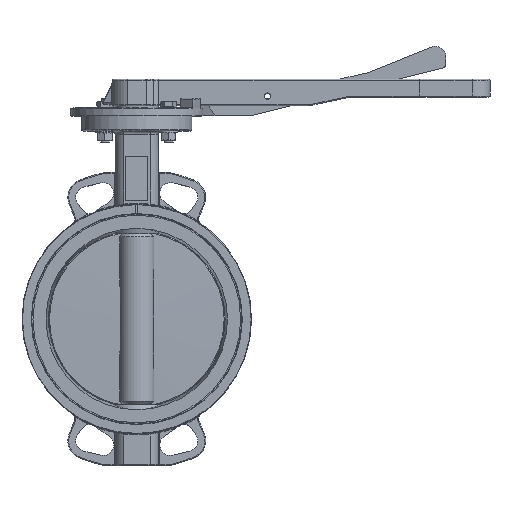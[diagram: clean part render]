
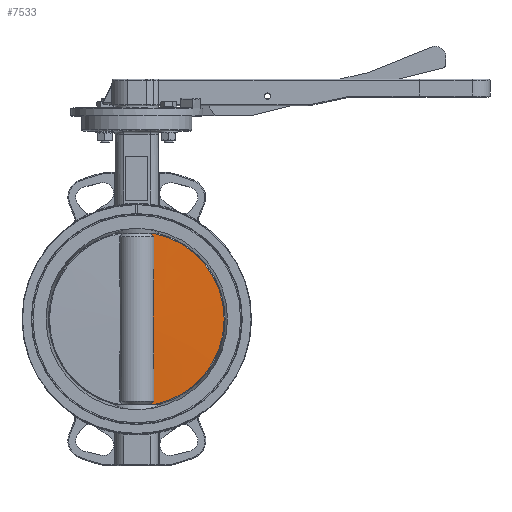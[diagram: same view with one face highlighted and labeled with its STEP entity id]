
A CAD part, top view. The second image highlights one B-rep face of the part: STEP entity #7533.
In plain terms, the highlighted conical face has half-angle 88.82 degrees and reference radius 48548.9 mm.
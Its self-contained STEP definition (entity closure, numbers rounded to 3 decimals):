
#1507 = VERTEX_POINT ( 'NONE', #14207 ) ;
#1704 = CARTESIAN_POINT ( 'NONE',  ( 15.456, -96.85, 5.017 ) ) ;
#1764 = CARTESIAN_POINT ( 'NONE',  ( 20.032, -96.85, 5. ) ) ;
#1851 = CARTESIAN_POINT ( 'NONE',  ( 15.456, -96.85, 5.017 ) ) ;
#1852 = CARTESIAN_POINT ( 'NONE',  ( 16.981, -96.85, 5.012 ) ) ;
#1853 = CARTESIAN_POINT ( 'NONE',  ( 18.507, -96.85, 5.006 ) ) ;
#1854 = CARTESIAN_POINT ( 'NONE',  ( 20.032, -96.85, 5. ) ) ;
#1855 = B_SPLINE_CURVE_WITH_KNOTS ( 'NONE', 3,
 ( #1854, #1853, #1852, #1851 ),
 .UNSPECIFIED., .F., .F.,
 ( 4, 4 ),
 ( 0.022, 0.027 ),
 .UNSPECIFIED. ) ;
#4866 = EDGE_CURVE ( 'NONE', #5429, #1507, #15593, .T. ) ;
#5429 = VERTEX_POINT ( 'NONE', #15706 ) ;
#7322 = EDGE_CURVE ( 'NONE', #7370, #7365, #16245, .T. ) ;
#7363 = EDGE_CURVE ( 'NONE', #1507, #16976, #16356, .T. ) ;
#7365 = VERTEX_POINT ( 'NONE', #16360 ) ;
#7370 = VERTEX_POINT ( 'NONE', #16340 ) ;
#7510 = ORIENTED_EDGE ( 'NONE', *, *, #7546, .T. ) ;
#7526 = EDGE_CURVE ( 'NONE', #7365, #16736, #16501, .T. ) ;
#7531 = ORIENTED_EDGE ( 'NONE', *, *, #7363, .F. ) ;
#7533 = ADVANCED_FACE ( 'NONE', ( #16772 ), #16778, .T. ) ;
#7546 = EDGE_CURVE ( 'NONE', #5429, #7370, #16850, .T. ) ;
#7551 = EDGE_LOOP ( 'NONE', ( #7598, #7510, #7594, #7617, #7576, #7531 ) ) ;
#7576 = ORIENTED_EDGE ( 'NONE', *, *, #17040, .F. ) ;
#7594 = ORIENTED_EDGE ( 'NONE', *, *, #7322, .T. ) ;
#7598 = ORIENTED_EDGE ( 'NONE', *, *, #4866, .F. ) ;
#7617 = ORIENTED_EDGE ( 'NONE', *, *, #7526, .T. ) ;
#14207 = CARTESIAN_POINT ( 'NONE',  ( 20.032, 96.85, 5. ) ) ;
#15586 = CARTESIAN_POINT ( 'NONE',  ( 20.032, 96.85, 5. ) ) ;
#15587 = CARTESIAN_POINT ( 'NONE',  ( 18.507, 96.85, 5.006 ) ) ;
#15588 = CARTESIAN_POINT ( 'NONE',  ( 16.981, 96.85, 5.012 ) ) ;
#15589 = CARTESIAN_POINT ( 'NONE',  ( 15.456, 96.85, 5.017 ) ) ;
#15593 = B_SPLINE_CURVE_WITH_KNOTS ( 'NONE', 3,
 ( #15589, #15588, #15587, #15586 ),
 .UNSPECIFIED., .F., .F.,
 ( 4, 4 ),
 ( 0.025, 0.03 ),
 .UNSPECIFIED. ) ;
#15706 = CARTESIAN_POINT ( 'NONE',  ( 15.456, 96.85, 5.017 ) ) ;
#16229 = CARTESIAN_POINT ( 'NONE',  ( 19.344, -93.1, 5.079 ) ) ;
#16230 = CARTESIAN_POINT ( 'NONE',  ( 19.262, -77.584, 5.392 ) ) ;
#16231 = CARTESIAN_POINT ( 'NONE',  ( 19.172, -62.069, 5.704 ) ) ;
#16232 = CARTESIAN_POINT ( 'NONE',  ( 19.032, -38.795, 6.149 ) ) ;
#16233 = CARTESIAN_POINT ( 'NONE',  ( 18.984, -31.037, 6.294 ) ) ;
#16234 = CARTESIAN_POINT ( 'NONE',  ( 18.9, -15.521, 6.543 ) ) ;
#16235 = CARTESIAN_POINT ( 'NONE',  ( 18.863, -7.762, 6.649 ) ) ;
#16236 = CARTESIAN_POINT ( 'NONE',  ( 18.863, 7.76, 6.649 ) ) ;
#16237 = CARTESIAN_POINT ( 'NONE',  ( 18.9, 15.518, 6.543 ) ) ;
#16238 = CARTESIAN_POINT ( 'NONE',  ( 18.984, 31.035, 6.294 ) ) ;
#16239 = CARTESIAN_POINT ( 'NONE',  ( 19.032, 38.794, 6.149 ) ) ;
#16240 = CARTESIAN_POINT ( 'NONE',  ( 19.172, 62.068, 5.704 ) ) ;
#16241 = CARTESIAN_POINT ( 'NONE',  ( 19.262, 77.584, 5.392 ) ) ;
#16243 = CARTESIAN_POINT ( 'NONE',  ( 19.344, 93.1, 5.079 ) ) ;
#16245 = B_SPLINE_CURVE_WITH_KNOTS ( 'NONE', 3,
 ( #16243, #16241, #16240, #16239, #16238, #16237, #16236, #16235, #16234, #16233, #16232, #16231, #16230, #16229 ),
 .UNSPECIFIED., .F., .F.,
 ( 4, 2, 2, 2, 2, 2, 4 ),
 ( 0.014, 0.061, 0.084, 0.107, 0.13, 0.154, 0.2 ),
 .UNSPECIFIED. ) ;
#16284 = AXIS2_PLACEMENT_3D ( 'NONE', #16355, #16354, #16353 ) ;
#16340 = CARTESIAN_POINT ( 'NONE',  ( 19.344, 93.1, 5.079 ) ) ;
#16353 = DIRECTION ( 'NONE',  ( -1., 0., 0. ) ) ;
#16354 = DIRECTION ( 'NONE',  ( 0., 0., -1. ) ) ;
#16355 = CARTESIAN_POINT ( 'NONE',  ( 0., 0., 5. ) ) ;
#16356 = CIRCLE ( 'NONE', #16284, 98.9 ) ;
#16360 = CARTESIAN_POINT ( 'NONE',  ( 19.344, -93.1, 5.079 ) ) ;
#16501 = B_SPLINE_CURVE_WITH_KNOTS ( 'NONE', 3,
 ( #16784, #16783, #16782, #16781 ),
 .UNSPECIFIED., .F., .F.,
 ( 4, 4 ),
 ( 0., 0.005 ),
 .UNSPECIFIED. ) ;
#16736 = VERTEX_POINT ( 'NONE', #1704 ) ;
#16763 = DIRECTION ( 'NONE',  ( -1., 0., 0. ) ) ;
#16764 = DIRECTION ( 'NONE',  ( 0., 0., -1. ) ) ;
#16772 = FACE_OUTER_BOUND ( 'NONE', #7551, .T. ) ;
#16775 = CARTESIAN_POINT ( 'NONE',  ( 0., 0., -992.963 ) ) ;
#16778 = CONICAL_SURFACE ( 'NONE', #16779, 48548.88, 1.55 ) ;
#16779 = AXIS2_PLACEMENT_3D ( 'NONE', #16775, #16764, #16763 ) ;
#16781 = CARTESIAN_POINT ( 'NONE',  ( 15.456, -96.85, 5.017 ) ) ;
#16782 = CARTESIAN_POINT ( 'NONE',  ( 16.758, -95.606, 5.038 ) ) ;
#16783 = CARTESIAN_POINT ( 'NONE',  ( 18.053, -94.354, 5.059 ) ) ;
#16784 = CARTESIAN_POINT ( 'NONE',  ( 19.344, -93.1, 5.079 ) ) ;
#16846 = CARTESIAN_POINT ( 'NONE',  ( 19.344, 93.1, 5.079 ) ) ;
#16847 = CARTESIAN_POINT ( 'NONE',  ( 18.053, 94.354, 5.059 ) ) ;
#16848 = CARTESIAN_POINT ( 'NONE',  ( 16.758, 95.606, 5.038 ) ) ;
#16849 = CARTESIAN_POINT ( 'NONE',  ( 15.456, 96.85, 5.017 ) ) ;
#16850 = B_SPLINE_CURVE_WITH_KNOTS ( 'NONE', 3,
 ( #16849, #16848, #16847, #16846 ),
 .UNSPECIFIED., .F., .F.,
 ( 4, 4 ),
 ( 0.001, 0.006 ),
 .UNSPECIFIED. ) ;
#16976 = VERTEX_POINT ( 'NONE', #1764 ) ;
#17040 = EDGE_CURVE ( 'NONE', #16976, #16736, #1855, .T. ) ;
